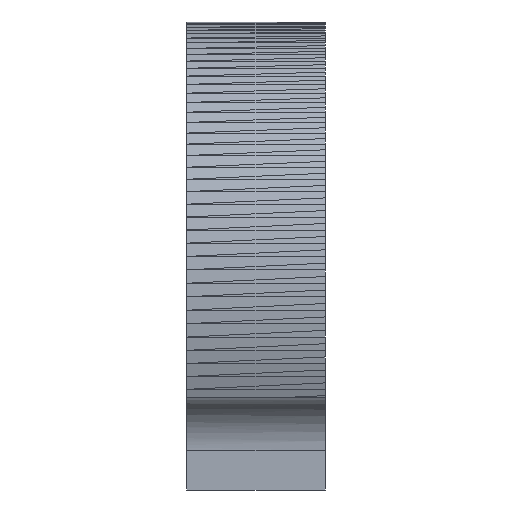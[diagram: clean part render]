
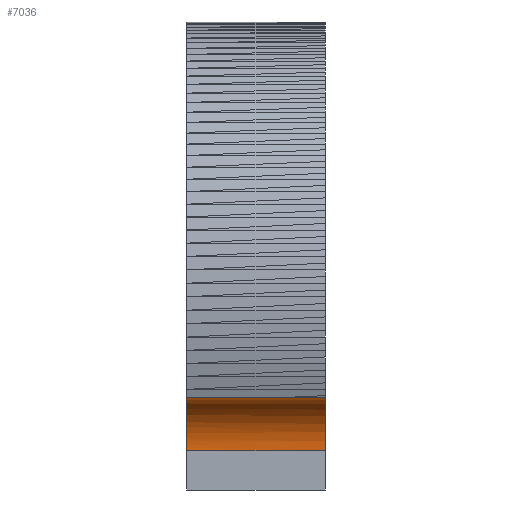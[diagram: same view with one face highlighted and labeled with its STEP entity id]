
A CAD part, front view. The second image highlights one B-rep face of the part: STEP entity #7036.
In plain terms, the highlighted cylindrical face has radius 2.4 mm (diameter 4.8 mm), a partial arc.
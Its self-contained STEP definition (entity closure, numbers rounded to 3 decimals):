
#509=FACE_OUTER_BOUND('',#1004,.T.);
#1004=EDGE_LOOP('',(#5023,#5024,#5025,#5026,#5027,#5028,#5029,#5030,#5031));
#1499=LINE('',#10046,#2498);
#1500=LINE('',#10050,#2499);
#2498=VECTOR('',#8041,10.);
#2499=VECTOR('',#8044,10.);
#3497=CIRCLE('',#7534,2.4);
#3498=CIRCLE('',#7535,2.4);
#3499=CIRCLE('',#7536,2.4);
#3500=CIRCLE('',#7537,2.4);
#3501=CIRCLE('',#7538,2.4);
#3502=CIRCLE('',#7539,2.4);
#3503=CIRCLE('',#7540,2.4);
#3504=VERTEX_POINT('',#10042);
#3505=VERTEX_POINT('',#10043);
#3506=VERTEX_POINT('',#10045);
#3507=VERTEX_POINT('',#10047);
#3508=VERTEX_POINT('',#10049);
#3509=VERTEX_POINT('',#10051);
#3510=VERTEX_POINT('',#10053);
#3511=VERTEX_POINT('',#10055);
#3512=VERTEX_POINT('',#10057);
#4017=EDGE_CURVE('',#3504,#3505,#3497,.T.);
#4018=EDGE_CURVE('',#3506,#3504,#1499,.T.);
#4019=EDGE_CURVE('',#3507,#3506,#3498,.T.);
#4020=EDGE_CURVE('',#3507,#3508,#1500,.T.);
#4021=EDGE_CURVE('',#3509,#3508,#3499,.T.);
#4022=EDGE_CURVE('',#3510,#3509,#3500,.T.);
#4023=EDGE_CURVE('',#3511,#3510,#3501,.T.);
#4024=EDGE_CURVE('',#3512,#3511,#3502,.T.);
#4025=EDGE_CURVE('',#3505,#3512,#3503,.T.);
#5023=ORIENTED_EDGE('',*,*,#4017,.F.);
#5024=ORIENTED_EDGE('',*,*,#4018,.F.);
#5025=ORIENTED_EDGE('',*,*,#4019,.F.);
#5026=ORIENTED_EDGE('',*,*,#4020,.T.);
#5027=ORIENTED_EDGE('',*,*,#4021,.F.);
#5028=ORIENTED_EDGE('',*,*,#4022,.F.);
#5029=ORIENTED_EDGE('',*,*,#4023,.F.);
#5030=ORIENTED_EDGE('',*,*,#4024,.F.);
#5031=ORIENTED_EDGE('',*,*,#4025,.F.);
#7035=CYLINDRICAL_SURFACE('',#7533,2.4);
#7036=ADVANCED_FACE('',(#509),#7035,.F.);
#7533=AXIS2_PLACEMENT_3D('',#10041,#8037,#8038);
#7534=AXIS2_PLACEMENT_3D('',#10044,#8039,#8040);
#7535=AXIS2_PLACEMENT_3D('',#10048,#8042,#8043);
#7536=AXIS2_PLACEMENT_3D('',#10052,#8045,#8046);
#7537=AXIS2_PLACEMENT_3D('',#10054,#8047,#8048);
#7538=AXIS2_PLACEMENT_3D('',#10056,#8049,#8050);
#7539=AXIS2_PLACEMENT_3D('',#10058,#8051,#8052);
#7540=AXIS2_PLACEMENT_3D('',#10059,#8053,#8054);
#8037=DIRECTION('center_axis',(-1.,0.,0.));
#8038=DIRECTION('ref_axis',(0.,1.,0.));
#8039=DIRECTION('center_axis',(1.,0.,0.));
#8040=DIRECTION('ref_axis',(0.,1.,0.));
#8041=DIRECTION('',(-1.,0.,0.));
#8042=DIRECTION('center_axis',(-1.,0.,0.));
#8043=DIRECTION('ref_axis',(0.,1.,0.));
#8044=DIRECTION('',(-1.,0.,0.));
#8045=DIRECTION('center_axis',(1.,0.,0.));
#8046=DIRECTION('ref_axis',(0.,1.,0.));
#8047=DIRECTION('center_axis',(1.,0.,0.));
#8048=DIRECTION('ref_axis',(0.,1.,0.));
#8049=DIRECTION('center_axis',(1.,0.,0.));
#8050=DIRECTION('ref_axis',(0.,1.,0.));
#8051=DIRECTION('center_axis',(1.,0.,0.));
#8052=DIRECTION('ref_axis',(0.,1.,0.));
#8053=DIRECTION('center_axis',(1.,0.,0.));
#8054=DIRECTION('ref_axis',(0.,1.,0.));
#10041=CARTESIAN_POINT('Origin',(-44.239,119.85,31.351));
#10042=CARTESIAN_POINT('',(-53.477,122.25,31.351));
#10043=CARTESIAN_POINT('',(-53.477,122.221,31.726));
#10044=CARTESIAN_POINT('Origin',(-53.477,119.85,31.351));
#10045=CARTESIAN_POINT('',(-47.278,122.25,31.351));
#10046=CARTESIAN_POINT('',(-44.239,122.25,31.351));
#10047=CARTESIAN_POINT('',(-47.278,119.85,33.751));
#10048=CARTESIAN_POINT('Origin',(-47.278,119.85,31.351));
#10049=CARTESIAN_POINT('',(-53.477,119.85,33.751));
#10050=CARTESIAN_POINT('',(-44.239,119.85,33.751));
#10051=CARTESIAN_POINT('',(-53.477,119.943,33.749));
#10052=CARTESIAN_POINT('Origin',(-53.477,119.85,31.351));
#10053=CARTESIAN_POINT('',(-53.477,120.206,33.725));
#10054=CARTESIAN_POINT('Origin',(-53.477,119.85,31.351));
#10055=CARTESIAN_POINT('',(-53.477,121.888,32.619));
#10056=CARTESIAN_POINT('Origin',(-53.477,119.85,31.351));
#10057=CARTESIAN_POINT('',(-53.477,122.186,31.9));
#10058=CARTESIAN_POINT('Origin',(-53.477,119.85,31.351));
#10059=CARTESIAN_POINT('Origin',(-53.477,119.85,31.351));
